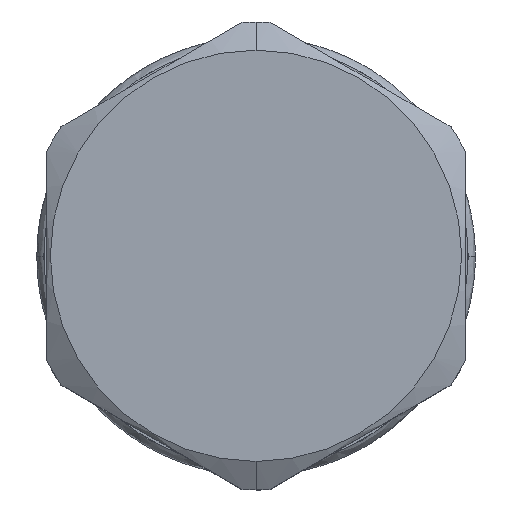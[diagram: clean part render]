
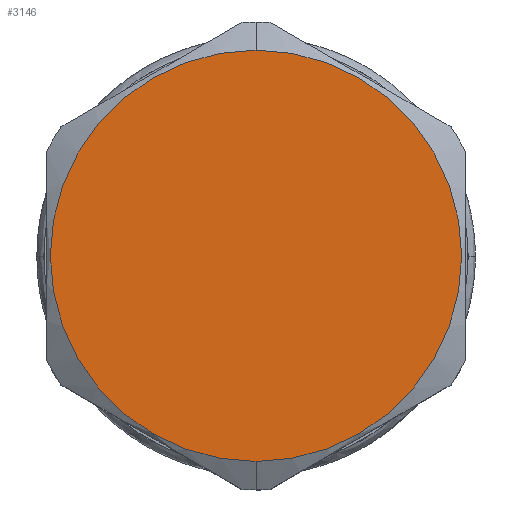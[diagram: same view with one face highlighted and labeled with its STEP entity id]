
A CAD part, top view. The second image highlights one B-rep face of the part: STEP entity #3146.
In plain terms, the highlighted planar face has unit normal (0, 0, 1).
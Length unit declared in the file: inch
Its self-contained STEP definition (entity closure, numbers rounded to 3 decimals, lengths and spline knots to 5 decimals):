
#1092=CARTESIAN_POINT('',(0.,0.,1.781));
#1093=DIRECTION('',(0.,0.,1.));
#1094=DIRECTION('',(0.,-1.,0.));
#1095=AXIS2_PLACEMENT_3D('',#1092,#1093,#1094);
#1097=CARTESIAN_POINT('',(0.,0.,1.781));
#1098=DIRECTION('',(0.,0.,1.));
#1099=DIRECTION('',(0.,1.,0.));
#1100=AXIS2_PLACEMENT_3D('',#1097,#1098,#1099);
#1439=CARTESIAN_POINT('',(0.,-0.43,1.781));
#1440=CARTESIAN_POINT('',(0.,0.43,1.781));
#1441=VERTEX_POINT('',#1439);
#1442=VERTEX_POINT('',#1440);
#3137=CARTESIAN_POINT('',(0.,0.,1.781));
#3138=DIRECTION('',(0.,0.,1.));
#3139=DIRECTION('',(0.,1.,0.));
#3140=AXIS2_PLACEMENT_3D('',#3137,#3138,#3139);
#3141=PLANE('',#3140);
#3142=ORIENTED_EDGE('',*,*,#2992,.F.);
#3143=ORIENTED_EDGE('',*,*,#3020,.F.);
#3144=EDGE_LOOP('',(#3142,#3143));
#3145=FACE_OUTER_BOUND('',#3144,.F.);
#3146=ADVANCED_FACE('',(#3145),#3141,.T.);
#1096=CIRCLE('',#1095,0.43);
#1101=CIRCLE('',#1100,0.43);
#2992=EDGE_CURVE('',#1441,#1442,#1096,.T.);
#3020=EDGE_CURVE('',#1442,#1441,#1101,.T.);
